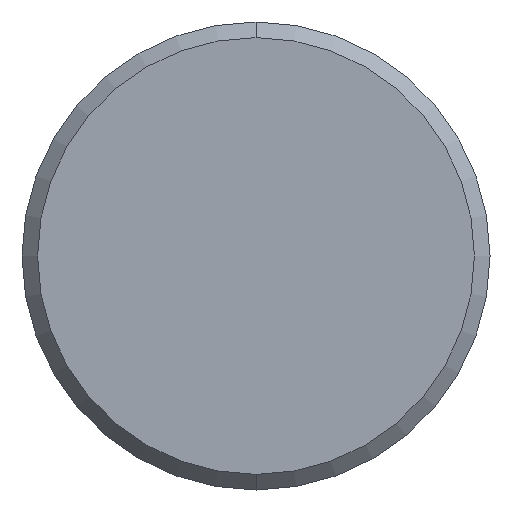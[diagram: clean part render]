
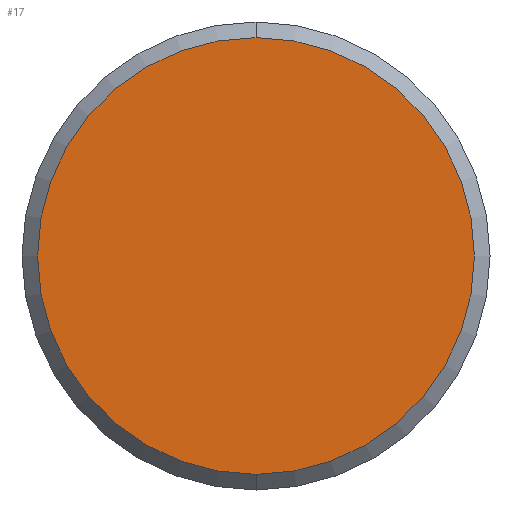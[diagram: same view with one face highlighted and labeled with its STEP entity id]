
A CAD part, front view. The second image highlights one B-rep face of the part: STEP entity #17.
In plain terms, the highlighted planar face has unit normal (0, -1, 0).
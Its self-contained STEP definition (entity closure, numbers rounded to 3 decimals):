
#17 = ADVANCED_FACE ( 'NONE', ( #33 ), #133, .F. ) ;
#33 = FACE_OUTER_BOUND ( 'NONE', #603, .T. ) ;
#55 = EDGE_CURVE ( 'NONE', #212, #264, #530, .T. ) ;
#84 = CARTESIAN_POINT ( 'NONE',  ( 0., 0., 0. ) ) ;
#88 = DIRECTION ( 'NONE',  ( 1., 0., 0. ) ) ;
#91 = DIRECTION ( 'NONE',  ( 0., 0., 1. ) ) ;
#133 = PLANE ( 'NONE',  #336 ) ;
#140 = DIRECTION ( 'NONE',  ( 0., 1., 0. ) ) ;
#212 = VERTEX_POINT ( 'NONE', #288 ) ;
#245 = ORIENTED_EDGE ( 'NONE', *, *, #328, .T. ) ;
#264 = VERTEX_POINT ( 'NONE', #616 ) ;
#288 = CARTESIAN_POINT ( 'NONE',  ( 0., 0., 14. ) ) ;
#308 = CARTESIAN_POINT ( 'NONE',  ( 0., 0., 0. ) ) ;
#328 = EDGE_CURVE ( 'NONE', #264, #212, #503, .T. ) ;
#336 = AXIS2_PLACEMENT_3D ( 'NONE', #308, #140, #88 ) ;
#349 = AXIS2_PLACEMENT_3D ( 'NONE', #456, #462, #575 ) ;
#400 = ORIENTED_EDGE ( 'NONE', *, *, #55, .T. ) ;
#456 = CARTESIAN_POINT ( 'NONE',  ( 0., 0., 0. ) ) ;
#462 = DIRECTION ( 'NONE',  ( 0., -1., 0. ) ) ;
#503 = CIRCLE ( 'NONE', #349, 14. ) ;
#530 = CIRCLE ( 'NONE', #724, 14. ) ;
#575 = DIRECTION ( 'NONE',  ( 0., 0., 1. ) ) ;
#576 = DIRECTION ( 'NONE',  ( 0., -1., 0. ) ) ;
#603 = EDGE_LOOP ( 'NONE', ( #400, #245 ) ) ;
#616 = CARTESIAN_POINT ( 'NONE',  ( 0., 0., -14. ) ) ;
#724 = AXIS2_PLACEMENT_3D ( 'NONE', #84, #576, #91 ) ;
